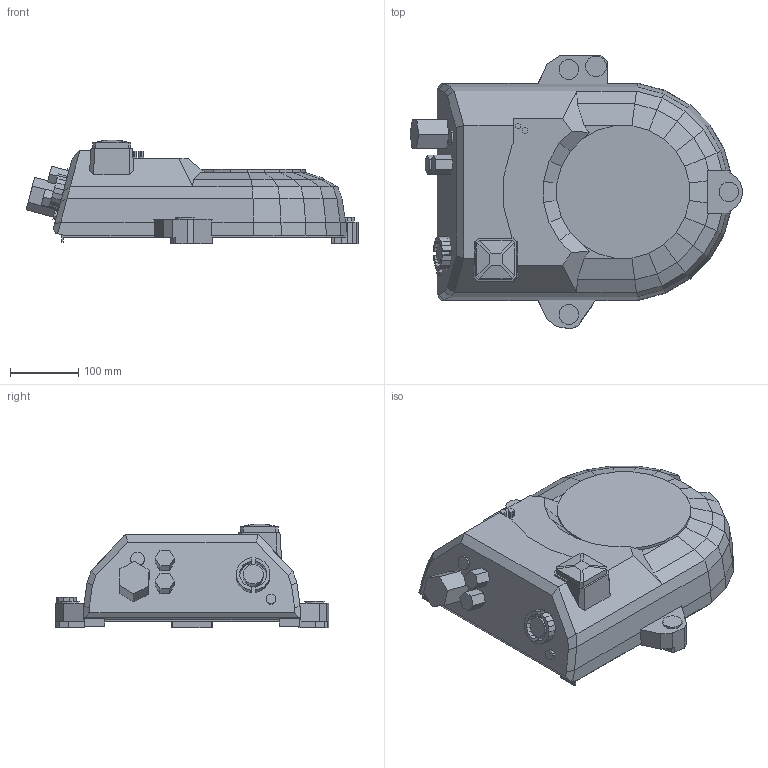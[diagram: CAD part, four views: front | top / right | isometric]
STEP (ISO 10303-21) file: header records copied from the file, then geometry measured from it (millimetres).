
FILE_DESCRIPTION (( 'STEP AP203' ), '1' );
FILE_NAME ('IRB140_-_M2004C_BASE.STEP', '2009-11-25T15:19:35', ( 'ABB' ), ( 'ABB' ), 'SwSTEP 2.0', 'SolidWorks 2008', '' );
FILE_SCHEMA (( 'CONFIG_CONTROL_DESIGN' ));
Length unit declared in the file: millimetre
Products named in the file (1): IRB140_-_M2004C_BASE
Bounding box: 487.68 x 401.97 x 152.5 mm (x, y, z)
Volume: 12409016.2 mm3; surface area: 413147.3 mm2
Topology: 1 solids, 1 shells, 413 faces, 1116 edges, 720 vertices
Faces by surface type: plane 413
Entity records: 12671 total; most frequent: CARTESIAN_POINT 2250, ORIENTED_EDGE 2232, DIRECTION 1944, LINE 1116, EDGE_CURVE 1116, VECTOR 1116, VERTEX_POINT 720, EDGE_LOOP 428
